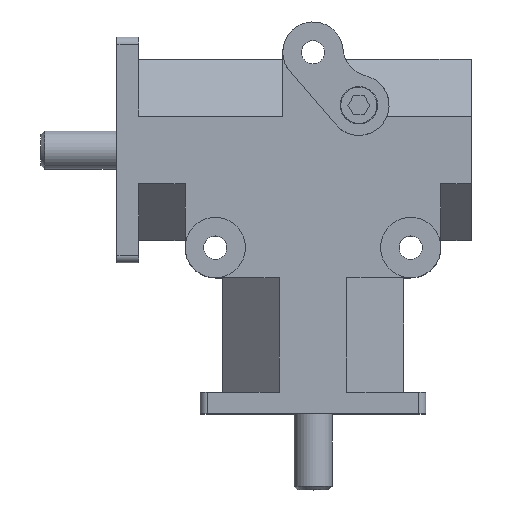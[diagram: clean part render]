
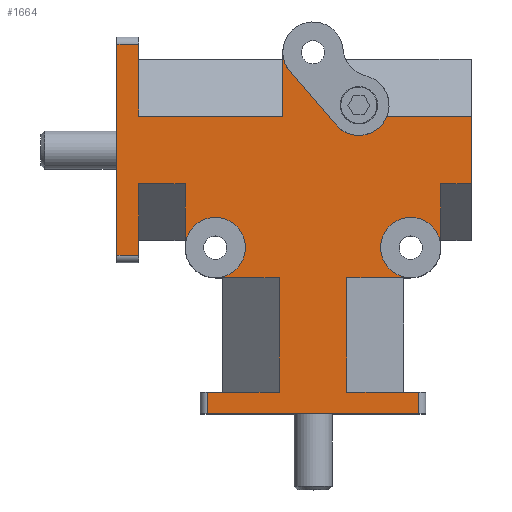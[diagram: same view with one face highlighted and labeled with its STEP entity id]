
A CAD part, top view. The second image highlights one B-rep face of the part: STEP entity #1664.
In plain terms, the highlighted planar face has unit normal (0, 0, 1).
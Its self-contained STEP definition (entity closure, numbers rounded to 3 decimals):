
#19=VECTOR('',#2010,1.);
#24=VECTOR('',#2031,1.);
#27=VECTOR('',#2042,1.);
#33=VECTOR('',#2066,1.);
#34=VECTOR('',#2076,1.);
#56=VECTOR('',#2114,1.);
#59=VECTOR('',#2118,1.);
#60=VECTOR('',#2119,1.);
#61=VECTOR('',#2120,1.);
#62=VECTOR('',#2123,1.);
#63=VECTOR('',#2124,1.);
#64=VECTOR('',#2125,1.);
#65=VECTOR('',#2126,1.);
#66=VECTOR('',#2129,1.);
#67=VECTOR('',#2132,1.);
#68=VECTOR('',#2133,1.);
#69=VECTOR('',#2134,1.);
#70=VECTOR('',#2135,1.);
#71=VECTOR('',#2136,1.);
#72=VECTOR('',#2137,1.);
#73=VECTOR('',#2140,1.);
#74=VECTOR('',#2141,1.);
#75=VECTOR('',#2142,1.);
#160=LINE('',#2448,#19);
#165=LINE('',#2471,#24);
#168=LINE('',#2484,#27);
#174=LINE('',#2511,#33);
#175=LINE('',#2521,#34);
#197=LINE('',#2574,#56);
#200=LINE('',#2578,#59);
#201=LINE('',#2580,#60);
#202=LINE('',#2582,#61);
#203=LINE('',#2586,#62);
#204=LINE('',#2588,#63);
#205=LINE('',#2590,#64);
#206=LINE('',#2592,#65);
#207=LINE('',#2596,#66);
#208=LINE('',#2600,#67);
#209=LINE('',#2602,#68);
#210=LINE('',#2604,#69);
#211=LINE('',#2605,#70);
#212=LINE('',#2607,#71);
#213=LINE('',#2609,#72);
#214=LINE('',#2613,#73);
#215=LINE('',#2615,#74);
#216=LINE('',#2617,#75);
#314=PLANE('',#1818);
#390=VERTEX_POINT('',#2442);
#393=VERTEX_POINT('',#2447);
#403=VERTEX_POINT('',#2470);
#404=VERTEX_POINT('',#2472);
#406=VERTEX_POINT('',#2478);
#409=VERTEX_POINT('',#2483);
#418=VERTEX_POINT('',#2505);
#421=VERTEX_POINT('',#2510);
#448=VERTEX_POINT('',#2579);
#449=VERTEX_POINT('',#2581);
#450=VERTEX_POINT('',#2583);
#451=VERTEX_POINT('',#2585);
#452=VERTEX_POINT('',#2587);
#453=VERTEX_POINT('',#2589);
#454=VERTEX_POINT('',#2591);
#455=VERTEX_POINT('',#2593);
#456=VERTEX_POINT('',#2595);
#457=VERTEX_POINT('',#2597);
#458=VERTEX_POINT('',#2599);
#459=VERTEX_POINT('',#2601);
#460=VERTEX_POINT('',#2603);
#461=VERTEX_POINT('',#2606);
#462=VERTEX_POINT('',#2608);
#463=VERTEX_POINT('',#2610);
#464=VERTEX_POINT('',#2612);
#465=VERTEX_POINT('',#2614);
#466=VERTEX_POINT('',#2616);
#585=CIRCLE('',#1819,6.35);
#586=CIRCLE('',#1820,6.35);
#587=CIRCLE('',#1821,6.35);
#588=CIRCLE('',#1822,6.35);
#643=EDGE_CURVE('',#393,#390,#160,.T.);
#653=EDGE_CURVE('',#403,#404,#165,.T.);
#659=EDGE_CURVE('',#409,#406,#168,.T.);
#671=EDGE_CURVE('',#421,#418,#174,.T.);
#676=EDGE_CURVE('',#390,#403,#175,.T.);
#705=EDGE_CURVE('',#406,#421,#197,.T.);
#708=EDGE_CURVE('',#448,#393,#200,.T.);
#709=EDGE_CURVE('',#449,#448,#201,.T.);
#710=EDGE_CURVE('',#450,#449,#202,.T.);
#711=EDGE_CURVE('',#450,#451,#585,.T.);
#712=EDGE_CURVE('',#452,#451,#203,.T.);
#713=EDGE_CURVE('',#453,#452,#204,.T.);
#714=EDGE_CURVE('',#453,#454,#205,.T.);
#715=EDGE_CURVE('',#455,#454,#206,.T.);
#716=EDGE_CURVE('',#455,#456,#586,.T.);
#717=EDGE_CURVE('',#456,#457,#207,.T.);
#718=EDGE_CURVE('',#457,#458,#587,.T.);
#719=EDGE_CURVE('',#459,#458,#208,.T.);
#720=EDGE_CURVE('',#460,#459,#209,.T.);
#721=EDGE_CURVE('',#418,#460,#210,.T.);
#722=EDGE_CURVE('',#461,#409,#211,.T.);
#723=EDGE_CURVE('',#462,#461,#212,.T.);
#724=EDGE_CURVE('',#463,#462,#213,.T.);
#725=EDGE_CURVE('',#463,#464,#588,.T.);
#726=EDGE_CURVE('',#465,#464,#214,.T.);
#727=EDGE_CURVE('',#466,#465,#215,.T.);
#728=EDGE_CURVE('',#404,#466,#216,.T.);
#970=ORIENTED_EDGE('',*,*,#643,.F.);
#971=ORIENTED_EDGE('',*,*,#708,.F.);
#972=ORIENTED_EDGE('',*,*,#709,.F.);
#973=ORIENTED_EDGE('',*,*,#710,.F.);
#974=ORIENTED_EDGE('',*,*,#711,.T.);
#975=ORIENTED_EDGE('',*,*,#712,.F.);
#976=ORIENTED_EDGE('',*,*,#713,.F.);
#977=ORIENTED_EDGE('',*,*,#714,.T.);
#978=ORIENTED_EDGE('',*,*,#715,.F.);
#979=ORIENTED_EDGE('',*,*,#716,.T.);
#980=ORIENTED_EDGE('',*,*,#717,.T.);
#981=ORIENTED_EDGE('',*,*,#718,.T.);
#982=ORIENTED_EDGE('',*,*,#719,.F.);
#983=ORIENTED_EDGE('',*,*,#720,.F.);
#984=ORIENTED_EDGE('',*,*,#721,.F.);
#985=ORIENTED_EDGE('',*,*,#671,.F.);
#986=ORIENTED_EDGE('',*,*,#705,.F.);
#987=ORIENTED_EDGE('',*,*,#659,.F.);
#988=ORIENTED_EDGE('',*,*,#722,.F.);
#989=ORIENTED_EDGE('',*,*,#723,.F.);
#990=ORIENTED_EDGE('',*,*,#724,.F.);
#991=ORIENTED_EDGE('',*,*,#725,.T.);
#992=ORIENTED_EDGE('',*,*,#726,.F.);
#993=ORIENTED_EDGE('',*,*,#727,.F.);
#994=ORIENTED_EDGE('',*,*,#728,.F.);
#995=ORIENTED_EDGE('',*,*,#653,.F.);
#996=ORIENTED_EDGE('',*,*,#676,.F.);
#1357=EDGE_LOOP('',(#970,#971,#972,#973,#974,#975,#976,#977,#978,#979,#980,
#981,#982,#983,#984,#985,#986,#987,#988,#989,#990,#991,#992,#993,#994,#995,
#996));
#1526=FACE_BOUND('',#1357,.T.);
#1664=ADVANCED_FACE('',(#1526),#314,.T.);
#1818=AXIS2_PLACEMENT_3D('',#2577,#2117,$);
#1819=AXIS2_PLACEMENT_3D('',#2584,#2121,#2122);
#1820=AXIS2_PLACEMENT_3D('',#2594,#2127,#2128);
#1821=AXIS2_PLACEMENT_3D('',#2598,#2130,#2131);
#1822=AXIS2_PLACEMENT_3D('',#2611,#2138,#2139);
#2010=DIRECTION('',(0.,-1.,0.));
#2031=DIRECTION('',(0.,1.,0.));
#2042=DIRECTION('',(-1.,0.,0.));
#2066=DIRECTION('',(1.,0.,0.));
#2076=DIRECTION('',(-1.,0.,0.));
#2114=DIRECTION('',(0.,1.,0.));
#2117=DIRECTION('',(0.,0.,1.));
#2118=DIRECTION('',(1.,0.,0.));
#2119=DIRECTION('',(0.,-1.,0.));
#2120=DIRECTION('',(-1.,0.,0.));
#2121=DIRECTION('',(0.,0.,-1.));
#2122=DIRECTION('',(6.35,0.,0.));
#2123=DIRECTION('',(0.,-1.,0.));
#2124=DIRECTION('',(-1.,0.,0.));
#2125=DIRECTION('',(0.,1.,0.));
#2126=DIRECTION('',(1.,0.,0.));
#2127=DIRECTION('',(0.,0.,-1.));
#2128=DIRECTION('',(6.35,0.,0.));
#2129=DIRECTION('',(-0.654,0.757,0.));
#2130=DIRECTION('',(0.,0.,-1.));
#2131=DIRECTION('',(6.35,0.,0.));
#2132=DIRECTION('',(0.,1.,0.));
#2133=DIRECTION('',(1.,0.,0.));
#2134=DIRECTION('',(0.,-1.,0.));
#2135=DIRECTION('',(0.,-1.,0.));
#2136=DIRECTION('',(-1.,0.,0.));
#2137=DIRECTION('',(0.,1.,0.));
#2138=DIRECTION('',(0.,0.,-1.));
#2139=DIRECTION('',(6.35,0.,0.));
#2140=DIRECTION('',(-1.,0.,0.));
#2141=DIRECTION('',(0.,1.,0.));
#2142=DIRECTION('',(1.,0.,0.));
#2442=CARTESIAN_POINT('',(22.225,0.,17.526));
#2447=CARTESIAN_POINT('',(22.225,4.572,17.526));
#2448=CARTESIAN_POINT('',(22.225,23.638,17.526));
#2470=CARTESIAN_POINT('',(-22.225,0.,17.526));
#2471=CARTESIAN_POINT('',(-22.225,21.352,17.526));
#2472=CARTESIAN_POINT('',(-22.225,4.572,17.526));
#2478=CARTESIAN_POINT('',(-41.275,33.338,17.526));
#2483=CARTESIAN_POINT('',(-36.703,33.338,17.526));
#2484=CARTESIAN_POINT('',(-18.352,33.338,17.526));
#2505=CARTESIAN_POINT('',(-36.703,77.788,17.526));
#2510=CARTESIAN_POINT('',(-41.275,77.788,17.526));
#2511=CARTESIAN_POINT('',(-20.638,77.788,17.526));
#2521=CARTESIAN_POINT('',(23.749,0.,17.526));
#2574=CARTESIAN_POINT('',(-41.275,31.814,17.526));
#2577=CARTESIAN_POINT('',(0.,42.703,17.526));
#2578=CARTESIAN_POINT('',(23.749,4.572,17.526));
#2579=CARTESIAN_POINT('',(7.112,4.572,17.526));
#2580=CARTESIAN_POINT('',(7.112,35.576,17.526));
#2581=CARTESIAN_POINT('',(7.112,28.639,17.526));
#2582=CARTESIAN_POINT('',(10.287,28.639,17.526));
#2583=CARTESIAN_POINT('',(20.574,28.639,17.526));
#2584=CARTESIAN_POINT('',(20.574,34.989,17.526));
#2585=CARTESIAN_POINT('',(26.924,34.989,17.526));
#2586=CARTESIAN_POINT('',(26.924,34.989,17.526));
#2587=CARTESIAN_POINT('',(26.924,48.451,17.526));
#2588=CARTESIAN_POINT('',(18.352,48.451,17.526));
#2589=CARTESIAN_POINT('',(33.274,48.451,17.526));
#2590=CARTESIAN_POINT('',(33.274,10.96,17.526));
#2591=CARTESIAN_POINT('',(33.274,62.675,17.526));
#2592=CARTESIAN_POINT('',(3.175,62.675,17.526));
#2593=CARTESIAN_POINT('',(15.576,62.675,17.526));
#2594=CARTESIAN_POINT('',(9.652,64.961,17.526));
#2595=CARTESIAN_POINT('',(4.846,60.81,17.526));
#2596=CARTESIAN_POINT('',(8.242,56.878,17.526));
#2597=CARTESIAN_POINT('',(-4.806,71.986,17.526));
#2598=CARTESIAN_POINT('',(0.,76.137,17.526));
#2599=CARTESIAN_POINT('',(-6.35,76.137,17.526));
#2600=CARTESIAN_POINT('',(-6.35,74.613,17.526));
#2601=CARTESIAN_POINT('',(-6.35,62.675,17.526));
#2602=CARTESIAN_POINT('',(-18.352,62.675,17.526));
#2603=CARTESIAN_POINT('',(-36.703,62.675,17.526));
#2604=CARTESIAN_POINT('',(-36.703,61.103,17.526));
#2605=CARTESIAN_POINT('',(-36.703,31.814,17.526));
#2606=CARTESIAN_POINT('',(-36.703,48.451,17.526));
#2607=CARTESIAN_POINT('',(-13.462,48.451,17.526));
#2608=CARTESIAN_POINT('',(-26.924,48.451,17.526));
#2609=CARTESIAN_POINT('',(-26.924,38.941,17.526));
#2610=CARTESIAN_POINT('',(-26.924,34.989,17.526));
#2611=CARTESIAN_POINT('',(-20.574,34.989,17.526));
#2612=CARTESIAN_POINT('',(-20.574,28.639,17.526));
#2613=CARTESIAN_POINT('',(-19.05,28.639,17.526));
#2614=CARTESIAN_POINT('',(-7.112,28.639,17.526));
#2615=CARTESIAN_POINT('',(-7.112,23.638,17.526));
#2616=CARTESIAN_POINT('',(-7.112,4.572,17.526));
#2617=CARTESIAN_POINT('',(-11.875,4.572,17.526));
